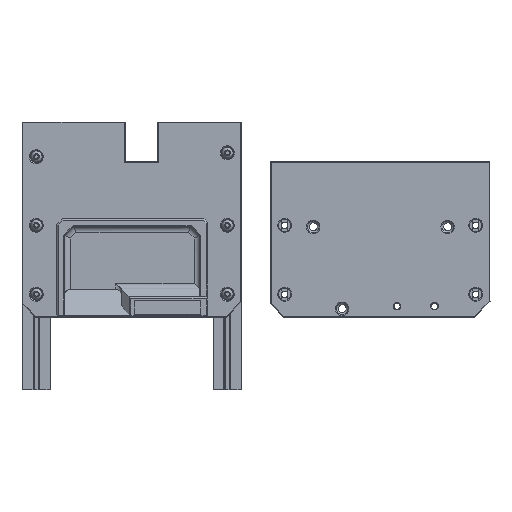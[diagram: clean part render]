
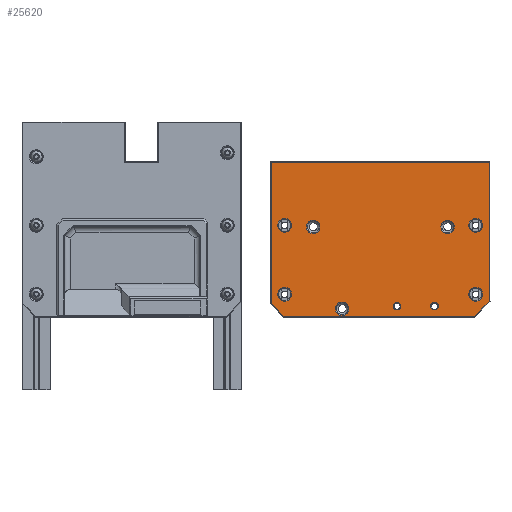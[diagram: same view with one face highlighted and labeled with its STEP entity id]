
A CAD part, top view. The second image highlights one B-rep face of the part: STEP entity #25620.
In plain terms, the highlighted face is planar.
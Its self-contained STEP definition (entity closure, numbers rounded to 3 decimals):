
#2039=FACE_BOUND('',#6093,.T.);
#2040=FACE_BOUND('',#6094,.T.);
#2041=FACE_BOUND('',#6095,.T.);
#2042=FACE_BOUND('',#6096,.T.);
#2043=FACE_BOUND('',#6097,.T.);
#2044=FACE_BOUND('',#6098,.T.);
#2045=FACE_BOUND('',#6099,.T.);
#2046=FACE_BOUND('',#6100,.T.);
#2047=FACE_BOUND('',#6101,.T.);
#2926=CIRCLE('',#28344,3.65);
#2927=CIRCLE('',#28345,3.65);
#2928=CIRCLE('',#28346,2.);
#2929=CIRCLE('',#28347,3.5);
#2930=CIRCLE('',#28348,3.5);
#2931=CIRCLE('',#28349,3.5);
#2932=CIRCLE('',#28350,2.);
#2933=CIRCLE('',#28351,3.65);
#2934=CIRCLE('',#28352,3.65);
#4396=FACE_OUTER_BOUND('',#6092,.T.);
#6092=EDGE_LOOP('',(#22347,#22348,#22349,#22350,#22351,#22352));
#6093=EDGE_LOOP('',(#22353));
#6094=EDGE_LOOP('',(#22354));
#6095=EDGE_LOOP('',(#22355));
#6096=EDGE_LOOP('',(#22356));
#6097=EDGE_LOOP('',(#22357));
#6098=EDGE_LOOP('',(#22358));
#6099=EDGE_LOOP('',(#22359));
#6100=EDGE_LOOP('',(#22360));
#6101=EDGE_LOOP('',(#22361));
#7878=LINE('',#54986,#9773);
#7879=LINE('',#54988,#9774);
#7880=LINE('',#54990,#9775);
#7881=LINE('',#54992,#9776);
#7882=LINE('',#54994,#9777);
#7883=LINE('',#54995,#9778);
#9773=VECTOR('',#34459,10.);
#9774=VECTOR('',#34460,10.);
#9775=VECTOR('',#34461,10.);
#9776=VECTOR('',#34462,10.);
#9777=VECTOR('',#34463,10.);
#9778=VECTOR('',#34464,10.);
#12102=VERTEX_POINT('',#54984);
#12103=VERTEX_POINT('',#54985);
#12104=VERTEX_POINT('',#54987);
#12105=VERTEX_POINT('',#54989);
#12106=VERTEX_POINT('',#54991);
#12107=VERTEX_POINT('',#54993);
#12108=VERTEX_POINT('',#54996);
#12109=VERTEX_POINT('',#54998);
#12110=VERTEX_POINT('',#55000);
#12111=VERTEX_POINT('',#55002);
#12112=VERTEX_POINT('',#55004);
#12113=VERTEX_POINT('',#55006);
#12114=VERTEX_POINT('',#55008);
#12115=VERTEX_POINT('',#55010);
#12116=VERTEX_POINT('',#55012);
#15553=EDGE_CURVE('',#12102,#12103,#7878,.T.);
#15554=EDGE_CURVE('',#12104,#12102,#7879,.T.);
#15555=EDGE_CURVE('',#12105,#12104,#7880,.T.);
#15556=EDGE_CURVE('',#12106,#12105,#7881,.T.);
#15557=EDGE_CURVE('',#12107,#12106,#7882,.T.);
#15558=EDGE_CURVE('',#12103,#12107,#7883,.T.);
#15559=EDGE_CURVE('',#12108,#12108,#2926,.T.);
#15560=EDGE_CURVE('',#12109,#12109,#2927,.T.);
#15561=EDGE_CURVE('',#12110,#12110,#2928,.T.);
#15562=EDGE_CURVE('',#12111,#12111,#2929,.T.);
#15563=EDGE_CURVE('',#12112,#12112,#2930,.T.);
#15564=EDGE_CURVE('',#12113,#12113,#2931,.T.);
#15565=EDGE_CURVE('',#12114,#12114,#2932,.T.);
#15566=EDGE_CURVE('',#12115,#12115,#2933,.T.);
#15567=EDGE_CURVE('',#12116,#12116,#2934,.T.);
#22347=ORIENTED_EDGE('',*,*,#15553,.F.);
#22348=ORIENTED_EDGE('',*,*,#15554,.F.);
#22349=ORIENTED_EDGE('',*,*,#15555,.F.);
#22350=ORIENTED_EDGE('',*,*,#15556,.F.);
#22351=ORIENTED_EDGE('',*,*,#15557,.F.);
#22352=ORIENTED_EDGE('',*,*,#15558,.F.);
#22353=ORIENTED_EDGE('',*,*,#15559,.F.);
#22354=ORIENTED_EDGE('',*,*,#15560,.F.);
#22355=ORIENTED_EDGE('',*,*,#15561,.F.);
#22356=ORIENTED_EDGE('',*,*,#15562,.F.);
#22357=ORIENTED_EDGE('',*,*,#15563,.F.);
#22358=ORIENTED_EDGE('',*,*,#15564,.F.);
#22359=ORIENTED_EDGE('',*,*,#15565,.F.);
#22360=ORIENTED_EDGE('',*,*,#15566,.F.);
#22361=ORIENTED_EDGE('',*,*,#15567,.F.);
#24151=PLANE('',#28343);
#25620=ADVANCED_FACE('',(#4396,#2039,#2040,#2041,#2042,#2043,#2044,#2045,
#2046,#2047),#24151,.T.);
#28343=AXIS2_PLACEMENT_3D('',#54983,#34457,#34458);
#28344=AXIS2_PLACEMENT_3D('',#54997,#34465,#34466);
#28345=AXIS2_PLACEMENT_3D('',#54999,#34467,#34468);
#28346=AXIS2_PLACEMENT_3D('',#55001,#34469,#34470);
#28347=AXIS2_PLACEMENT_3D('',#55003,#34471,#34472);
#28348=AXIS2_PLACEMENT_3D('',#55005,#34473,#34474);
#28349=AXIS2_PLACEMENT_3D('',#55007,#34475,#34476);
#28350=AXIS2_PLACEMENT_3D('',#55009,#34477,#34478);
#28351=AXIS2_PLACEMENT_3D('',#55011,#34479,#34480);
#28352=AXIS2_PLACEMENT_3D('',#55013,#34481,#34482);
#34457=DIRECTION('center_axis',(0.,0.,-1.));
#34458=DIRECTION('ref_axis',(1.,0.,0.));
#34459=DIRECTION('',(1.,0.,0.));
#34460=DIRECTION('',(0.,-1.,0.));
#34461=DIRECTION('',(-0.707,-0.707,0.));
#34462=DIRECTION('',(-1.,0.,0.));
#34463=DIRECTION('',(-0.707,0.707,0.));
#34464=DIRECTION('',(0.,1.,0.));
#34465=DIRECTION('center_axis',(0.,0.,-1.));
#34466=DIRECTION('ref_axis',(1.,0.,0.));
#34467=DIRECTION('center_axis',(0.,0.,-1.));
#34468=DIRECTION('ref_axis',(1.,0.,0.));
#34469=DIRECTION('center_axis',(0.,0.,-1.));
#34470=DIRECTION('ref_axis',(-1.,0.,0.));
#34471=DIRECTION('center_axis',(0.,0.,-1.));
#34472=DIRECTION('ref_axis',(-1.,0.,0.));
#34473=DIRECTION('center_axis',(0.,0.,-1.));
#34474=DIRECTION('ref_axis',(-1.,0.,0.));
#34475=DIRECTION('center_axis',(0.,0.,-1.));
#34476=DIRECTION('ref_axis',(-1.,0.,0.));
#34477=DIRECTION('center_axis',(0.,0.,-1.));
#34478=DIRECTION('ref_axis',(-1.,0.,0.));
#34479=DIRECTION('center_axis',(0.,0.,-1.));
#34480=DIRECTION('ref_axis',(1.,0.,0.));
#34481=DIRECTION('center_axis',(0.,0.,-1.));
#34482=DIRECTION('ref_axis',(1.,0.,0.));
#54983=CARTESIAN_POINT('Origin',(-4.35,165.,0.));
#54984=CARTESIAN_POINT('',(-57.1,80.4,0.));
#54985=CARTESIAN_POINT('',(57.1,80.4,0.));
#54986=CARTESIAN_POINT('',(-4.35,80.4,0.));
#54987=CARTESIAN_POINT('',(-57.1,154.234,0.));
#54988=CARTESIAN_POINT('',(-57.1,154.25,0.));
#54989=CARTESIAN_POINT('',(-50.334,161.,0.));
#54990=CARTESIAN_POINT('',(-39.53,171.805,0.));
#54991=CARTESIAN_POINT('',(49.334,161.,0.));
#54992=CARTESIAN_POINT('',(15.65,161.,0.));
#54993=CARTESIAN_POINT('',(57.1,153.234,0.));
#54994=CARTESIAN_POINT('',(36.855,173.48,0.));
#54995=CARTESIAN_POINT('',(57.1,149.5,0.));
#54996=CARTESIAN_POINT('',(46.35,149.4,0.));
#54997=CARTESIAN_POINT('Origin',(50.,149.4,0.));
#54998=CARTESIAN_POINT('',(-53.65,113.4,0.));
#54999=CARTESIAN_POINT('Origin',(-50.,113.4,0.));
#55000=CARTESIAN_POINT('',(30.45,155.65,0.));
#55001=CARTESIAN_POINT('Origin',(28.45,155.65,0.));
#55002=CARTESIAN_POINT('',(-16.4,157.,0.));
#55003=CARTESIAN_POINT('Origin',(-19.9,157.,0.));
#55004=CARTESIAN_POINT('',(38.836,114.172,0.));
#55005=CARTESIAN_POINT('Origin',(35.336,114.172,0.));
#55006=CARTESIAN_POINT('',(-31.536,114.172,0.));
#55007=CARTESIAN_POINT('Origin',(-35.036,114.172,0.));
#55008=CARTESIAN_POINT('',(10.85,155.65,0.));
#55009=CARTESIAN_POINT('Origin',(8.85,155.65,0.));
#55010=CARTESIAN_POINT('',(-53.65,149.4,0.));
#55011=CARTESIAN_POINT('Origin',(-50.,149.4,0.));
#55012=CARTESIAN_POINT('',(46.35,113.4,0.));
#55013=CARTESIAN_POINT('Origin',(50.,113.4,0.));
